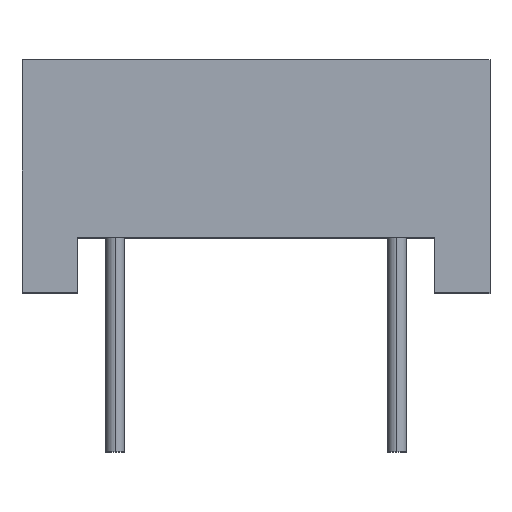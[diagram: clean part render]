
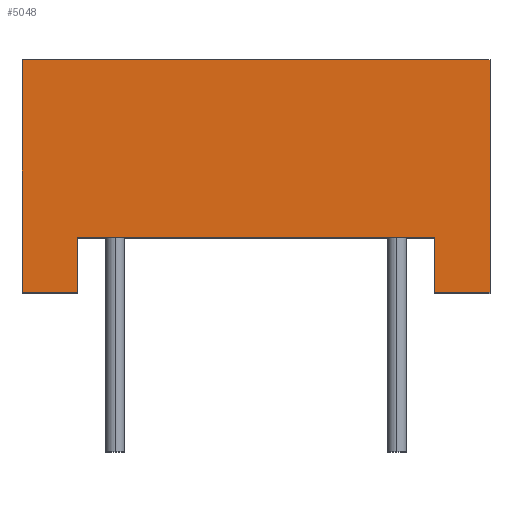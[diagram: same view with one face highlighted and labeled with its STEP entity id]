
A CAD part, top view. The second image highlights one B-rep face of the part: STEP entity #5048.
In plain terms, the highlighted planar face has unit normal (0, 0, 1).
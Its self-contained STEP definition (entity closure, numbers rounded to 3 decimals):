
#77 = LINE ( 'NONE', #2126, #4602 ) ;
#113 = CARTESIAN_POINT ( 'NONE',  ( 0., 0., 0. ) ) ;
#238 = ORIENTED_EDGE ( 'NONE', *, *, #1983, .F. ) ;
#482 = DIRECTION ( 'NONE',  ( 0., -1., 0. ) ) ;
#578 = VECTOR ( 'NONE', #4439, 1000. ) ;
#607 = ORIENTED_EDGE ( 'NONE', *, *, #1559, .F. ) ;
#655 = EDGE_CURVE ( 'NONE', #4252, #3288, #5049, .T. ) ;
#678 = EDGE_CURVE ( 'NONE', #1922, #6096, #3630, .T. ) ;
#757 = ORIENTED_EDGE ( 'NONE', *, *, #1371, .T. ) ;
#1056 = CARTESIAN_POINT ( 'NONE',  ( 12.66, 6.3, 0. ) ) ;
#1087 = DIRECTION ( 'NONE',  ( 0., -1., 0. ) ) ;
#1122 = CARTESIAN_POINT ( 'NONE',  ( 0., 0., 0. ) ) ;
#1283 = CARTESIAN_POINT ( 'NONE',  ( 11.16, 1.5, 0. ) ) ;
#1371 = EDGE_CURVE ( 'NONE', #3400, #1922, #4223, .T. ) ;
#1377 = EDGE_LOOP ( 'NONE', ( #607, #1852, #4561, #4456, #238, #757, #2142, #4816 ) ) ;
#1420 = LINE ( 'NONE', #6539, #578 ) ;
#1447 = PLANE ( 'NONE',  #2818 ) ;
#1526 = VECTOR ( 'NONE', #5021, 1000. ) ;
#1559 = EDGE_CURVE ( 'NONE', #1968, #3889, #5053, .T. ) ;
#1751 = VECTOR ( 'NONE', #2277, 1000. ) ;
#1852 = ORIENTED_EDGE ( 'NONE', *, *, #5838, .T. ) ;
#1922 = VERTEX_POINT ( 'NONE', #113 ) ;
#1968 = VERTEX_POINT ( 'NONE', #2092 ) ;
#1983 = EDGE_CURVE ( 'NONE', #3400, #4252, #77, .T. ) ;
#2092 = CARTESIAN_POINT ( 'NONE',  ( 11.16, 1.5, 0. ) ) ;
#2126 = CARTESIAN_POINT ( 'NONE',  ( 0., 6.3, 0. ) ) ;
#2142 = ORIENTED_EDGE ( 'NONE', *, *, #678, .T. ) ;
#2277 = DIRECTION ( 'NONE',  ( 0., -1., 0. ) ) ;
#2414 = DIRECTION ( 'NONE',  ( -1., 0., 0. ) ) ;
#2434 = EDGE_CURVE ( 'NONE', #3889, #6096, #5029, .T. ) ;
#2526 = DIRECTION ( 'NONE',  ( 1., 0., 0. ) ) ;
#2676 = CARTESIAN_POINT ( 'NONE',  ( 11.16, 0., 0. ) ) ;
#2818 = AXIS2_PLACEMENT_3D ( 'NONE', #4933, #5506, #2414 ) ;
#2911 = EDGE_CURVE ( 'NONE', #6493, #3288, #1420, .T. ) ;
#3268 = VECTOR ( 'NONE', #5304, 1000. ) ;
#3288 = VERTEX_POINT ( 'NONE', #4513 ) ;
#3309 = LINE ( 'NONE', #1283, #3268 ) ;
#3400 = VERTEX_POINT ( 'NONE', #4682 ) ;
#3630 = LINE ( 'NONE', #1122, #3692 ) ;
#3692 = VECTOR ( 'NONE', #2526, 1000. ) ;
#3889 = VERTEX_POINT ( 'NONE', #5214 ) ;
#3907 = FACE_OUTER_BOUND ( 'NONE', #1377, .T. ) ;
#4048 = CARTESIAN_POINT ( 'NONE',  ( 12.66, 6.3, 0. ) ) ;
#4223 = LINE ( 'NONE', #5868, #1751 ) ;
#4252 = VERTEX_POINT ( 'NONE', #1056 ) ;
#4439 = DIRECTION ( 'NONE',  ( 1., 0., 0. ) ) ;
#4456 = ORIENTED_EDGE ( 'NONE', *, *, #655, .F. ) ;
#4513 = CARTESIAN_POINT ( 'NONE',  ( 12.66, 0., 0. ) ) ;
#4561 = ORIENTED_EDGE ( 'NONE', *, *, #2911, .T. ) ;
#4602 = VECTOR ( 'NONE', #6176, 1000. ) ;
#4613 = VECTOR ( 'NONE', #1087, 1000. ) ;
#4682 = CARTESIAN_POINT ( 'NONE',  ( 0., 6.3, 0. ) ) ;
#4699 = CARTESIAN_POINT ( 'NONE',  ( 1.5, 0., 0. ) ) ;
#4756 = CARTESIAN_POINT ( 'NONE',  ( 1.5, 1.5, 0. ) ) ;
#4816 = ORIENTED_EDGE ( 'NONE', *, *, #2434, .F. ) ;
#4933 = CARTESIAN_POINT ( 'NONE',  ( 0., 6.3, 0. ) ) ;
#5021 = DIRECTION ( 'NONE',  ( -1., 0., 0. ) ) ;
#5029 = LINE ( 'NONE', #4756, #4613 ) ;
#5048 = ADVANCED_FACE ( 'NONE', ( #3907 ), #1447, .F. ) ;
#5049 = LINE ( 'NONE', #4048, #6048 ) ;
#5053 = LINE ( 'NONE', #5960, #1526 ) ;
#5214 = CARTESIAN_POINT ( 'NONE',  ( 1.5, 1.5, 0. ) ) ;
#5304 = DIRECTION ( 'NONE',  ( 0., -1., 0. ) ) ;
#5506 = DIRECTION ( 'NONE',  ( 0., 0., -1. ) ) ;
#5838 = EDGE_CURVE ( 'NONE', #1968, #6493, #3309, .T. ) ;
#5868 = CARTESIAN_POINT ( 'NONE',  ( 0., 6.3, 0. ) ) ;
#5960 = CARTESIAN_POINT ( 'NONE',  ( 11.16, 1.5, 0. ) ) ;
#6048 = VECTOR ( 'NONE', #482, 1000. ) ;
#6096 = VERTEX_POINT ( 'NONE', #4699 ) ;
#6176 = DIRECTION ( 'NONE',  ( 1., 0., 0. ) ) ;
#6493 = VERTEX_POINT ( 'NONE', #2676 ) ;
#6539 = CARTESIAN_POINT ( 'NONE',  ( 0., 0., 0. ) ) ;
